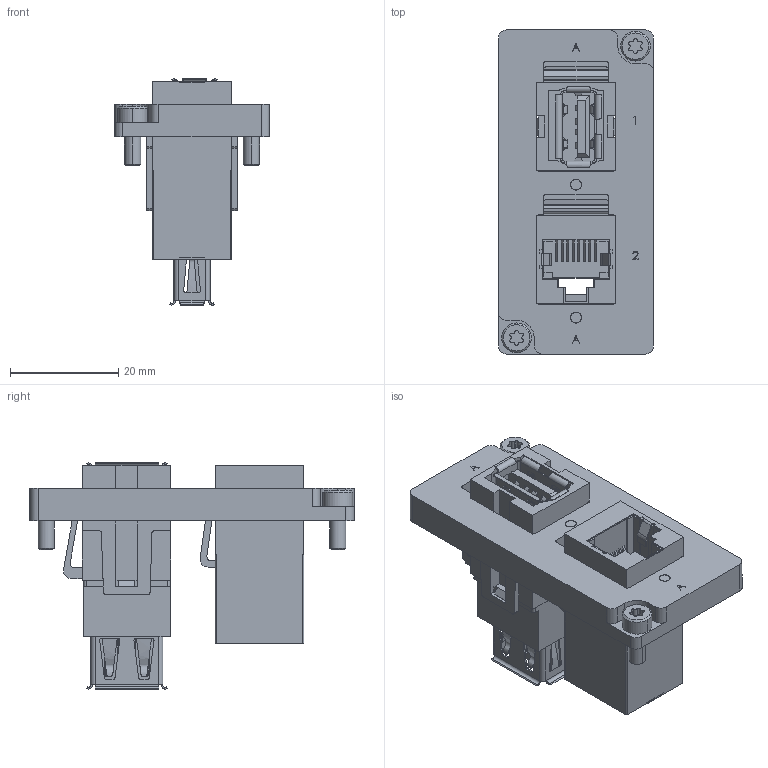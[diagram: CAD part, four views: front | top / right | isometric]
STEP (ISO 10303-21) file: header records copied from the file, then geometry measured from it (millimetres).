
FILE_DESCRIPTION (( 'STEP AP214' ), '1' );
FILE_NAME ('INGUN_54752.STEP', '2022-12-20T14:47:05', ( '' ), ( '' ), 'SwSTEP 2.0', 'SolidWorks 2021', '' );
FILE_SCHEMA (( 'AUTOMOTIVE_DESIGN' ));
Length unit declared in the file: millimetre
Products named in the file (8): 54750~1_Ohne Blende<Standard>; 54751~1_Ohne Blende<Standard>; 54749~3; INGUN_54752; ISO7380~n_M02,5x004; INFO_4626~0_S; 54749~3_S; DIN912~n_M03,0x008
Assembly tree (9 placements, depth 3):
  INGUN_54752
    54749~3_S
      54749~3
      INFO_4626~0_S
    54750~1_Ohne Blende<Standard>
    54751~1_Ohne Blende<Standard>
    DIN912~n_M03,0x008  x2
    ISO7380~n_M02,5x004  x2
Bounding box: 28.7 x 60 x 41.86 mm (x, y, z)
Volume: 18491.3 mm3; surface area: 15647.1 mm2
Topology: 11 solids, 13 shells, 1030 faces, 2843 edges, 1850 vertices
Faces by surface type: plane 645, cylinder 263, bspline 106, cone 12, torus 4
Entity records: 54296 total; most frequent: CARTESIAN_POINT 20813, ORIENTED_EDGE 5402, DIRECTION 4687, EDGE_CURVE 2701, LINE 2077, VECTOR 2077, VERTEX_POINT 1758, AXIS2_PLACEMENT_3D 1305
